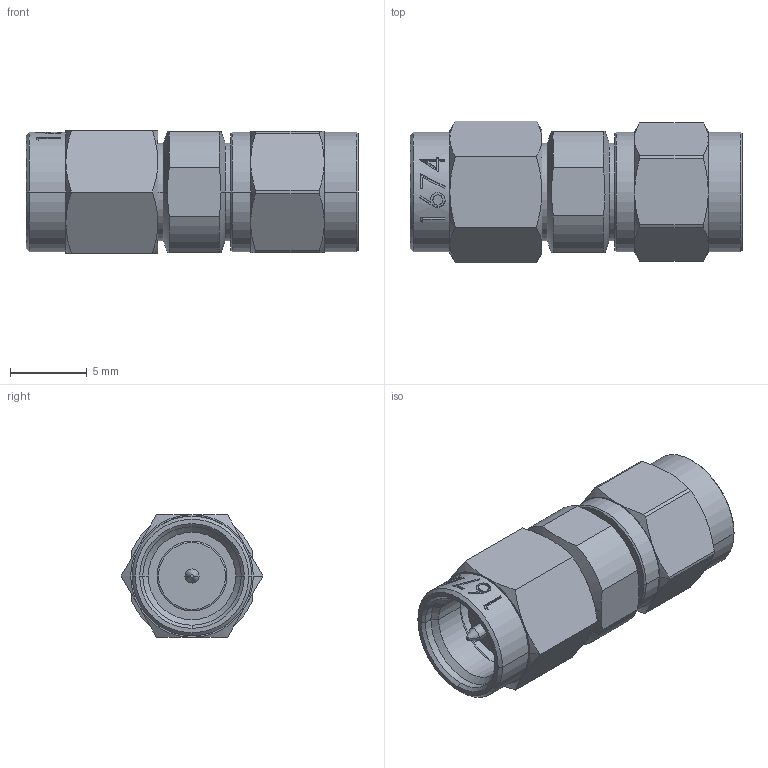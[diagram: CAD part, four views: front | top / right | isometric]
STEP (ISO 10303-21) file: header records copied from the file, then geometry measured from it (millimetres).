
FILE_DESCRIPTION (( 'STEP AP214' ), '1' );
FILE_NAME ('FMAD1674_3D.step', '2023-03-13T20:48:03', ( '' ), ( '' ), 'SwSTEP 2.0', 'SolidWorks 2022', '' );
FILE_SCHEMA (( 'AUTOMOTIVE_DESIGN' ));
Length unit declared in the file: millimetre
Products named in the file (1): FMAD1674_3D
Bounding box: 21.65 x 9.24 x 8 mm (x, y, z)
Volume: 870.2 mm3; surface area: 1030.7 mm2
Topology: 1 solids, 1 shells, 173 faces, 400 edges, 246 vertices
Faces by surface type: cone 59, cylinder 46, bspline 37, plane 29, torus 2
Entity records: 6105 total; most frequent: CARTESIAN_POINT 2488, ORIENTED_EDGE 800, DIRECTION 641, EDGE_CURVE 400, AXIS2_PLACEMENT_3D 275, VERTEX_POINT 246, EDGE_LOOP 190, ADVANCED_FACE 173
